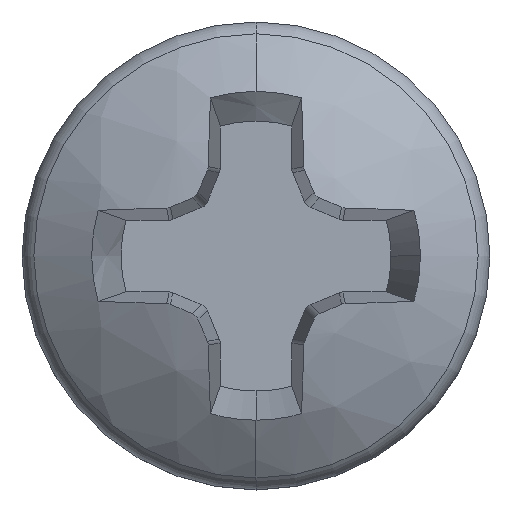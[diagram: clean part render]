
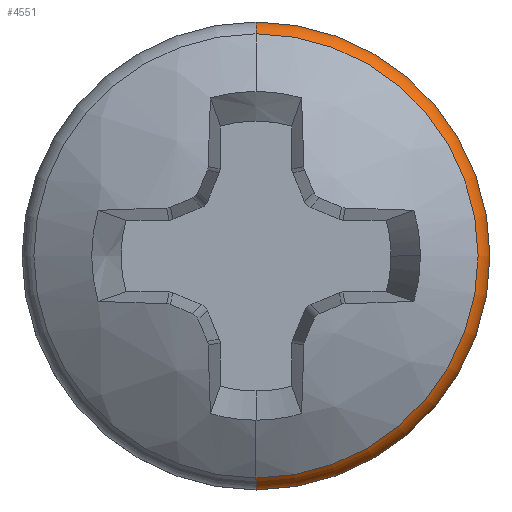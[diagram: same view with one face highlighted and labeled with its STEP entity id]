
A CAD part, top view. The second image highlights one B-rep face of the part: STEP entity #4551.
In plain terms, the highlighted toroidal (fillet/blend) face has major radius 1.833 mm and minor radius 0.288 mm.
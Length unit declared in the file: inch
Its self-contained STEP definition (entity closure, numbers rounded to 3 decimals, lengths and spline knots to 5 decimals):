
#50 = VERTEX_POINT ( 'NONE', #3041 ) ;
#56 = VERTEX_POINT ( 'NONE', #3029 ) ;
#58 = VERTEX_POINT ( 'NONE', #3028 ) ;
#60 = VERTEX_POINT ( 'NONE', #3025 ) ;
#140 = VERTEX_POINT ( 'NONE', #2920 ) ;
#2920 = CARTESIAN_POINT ( 'NONE',  ( 0., -0.07927, 0.53506 ) ) ;
#3025 = CARTESIAN_POINT ( 'NONE',  ( 0.0835, 0., 0.52623 ) ) ;
#3028 = CARTESIAN_POINT ( 'NONE',  ( 0., -0.0835, 0.52623 ) ) ;
#3029 = CARTESIAN_POINT ( 'NONE',  ( 0., 0.0835, 0.52623 ) ) ;
#3041 = CARTESIAN_POINT ( 'NONE',  ( 0., 0.07927, 0.53506 ) ) ;
#3380 = CARTESIAN_POINT ( 'NONE',  ( 0., 0., 0.53506 ) ) ;
#3381 = DIRECTION ( 'NONE',  ( 0., 0., 1. ) ) ;
#3382 = DIRECTION ( 'NONE',  ( 0., -1., 0. ) ) ;
#4551 = ADVANCED_FACE ( 'NONE', ( #4640 ), #4642, .T. ) ;
#4561 = EDGE_LOOP ( 'NONE', ( #8174, #8168, #8188, #8177, #8196 ) ) ;
#4640 = FACE_OUTER_BOUND ( 'NONE', #4561, .T. ) ;
#4642 = TOROIDAL_SURFACE ( 'NONE', #6998, 0.07216, 0.01134 ) ;
#4677 = CIRCLE ( 'NONE', #7009, 0.01134 ) ;
#4822 = CIRCLE ( 'NONE', #7020, 0.0835 ) ;
#4871 = CIRCLE ( 'NONE', #8008, 0.01134 ) ;
#4885 = CIRCLE ( 'NONE', #7942, 0.0835 ) ;
#4928 = CIRCLE ( 'NONE', #7925, 0.07927 ) ;
#5928 = DIRECTION ( 'NONE',  ( 0., 0., 1. ) ) ;
#5930 = CARTESIAN_POINT ( 'NONE',  ( 0., 0., 0.52623 ) ) ;
#5933 = DIRECTION ( 'NONE',  ( 0., -1., 0. ) ) ;
#6043 = CARTESIAN_POINT ( 'NONE',  ( 0., 0.07216, 0.52623 ) ) ;
#6044 = DIRECTION ( 'NONE',  ( 1., 0., 0. ) ) ;
#6045 = DIRECTION ( 'NONE',  ( 0., 1., 0. ) ) ;
#6273 = EDGE_CURVE ( 'NONE', #56, #50, #4677, .T. ) ;
#6493 = EDGE_CURVE ( 'NONE', #58, #60, #4822, .T. ) ;
#6551 = EDGE_CURVE ( 'NONE', #58, #140, #4871, .T. ) ;
#6568 = EDGE_CURVE ( 'NONE', #60, #56, #4885, .T. ) ;
#6634 = EDGE_CURVE ( 'NONE', #140, #50, #4928, .T. ) ;
#6998 = AXIS2_PLACEMENT_3D ( 'NONE', #5930, #5928, #5933 ) ;
#7009 = AXIS2_PLACEMENT_3D ( 'NONE', #6043, #6044, #6045 ) ;
#7020 = AXIS2_PLACEMENT_3D ( 'NONE', #7114, #7115, #7116 ) ;
#7114 = CARTESIAN_POINT ( 'NONE',  ( 0., 0., 0.52623 ) ) ;
#7115 = DIRECTION ( 'NONE',  ( 0., 0., 1. ) ) ;
#7116 = DIRECTION ( 'NONE',  ( 0., -1., 0. ) ) ;
#7364 = CARTESIAN_POINT ( 'NONE',  ( 0., -0.07216, 0.52623 ) ) ;
#7365 = DIRECTION ( 'NONE',  ( -1., 0., 0. ) ) ;
#7366 = DIRECTION ( 'NONE',  ( 0., 0., 1. ) ) ;
#7428 = CARTESIAN_POINT ( 'NONE',  ( 0., 0., 0.52623 ) ) ;
#7429 = DIRECTION ( 'NONE',  ( 0., 0., 1. ) ) ;
#7430 = DIRECTION ( 'NONE',  ( 0., -1., 0. ) ) ;
#7925 = AXIS2_PLACEMENT_3D ( 'NONE', #3380, #3381, #3382 ) ;
#7942 = AXIS2_PLACEMENT_3D ( 'NONE', #7428, #7429, #7430 ) ;
#8008 = AXIS2_PLACEMENT_3D ( 'NONE', #7364, #7365, #7366 ) ;
#8168 = ORIENTED_EDGE ( 'NONE', *, *, #6273, .T. ) ;
#8174 = ORIENTED_EDGE ( 'NONE', *, *, #6568, .T. ) ;
#8177 = ORIENTED_EDGE ( 'NONE', *, *, #6551, .F. ) ;
#8188 = ORIENTED_EDGE ( 'NONE', *, *, #6634, .F. ) ;
#8196 = ORIENTED_EDGE ( 'NONE', *, *, #6493, .T. ) ;
